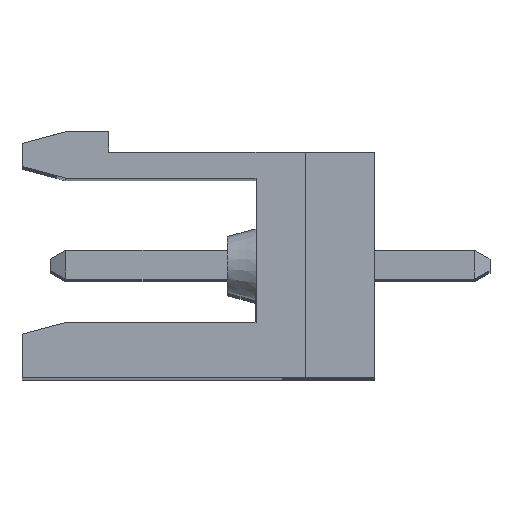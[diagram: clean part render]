
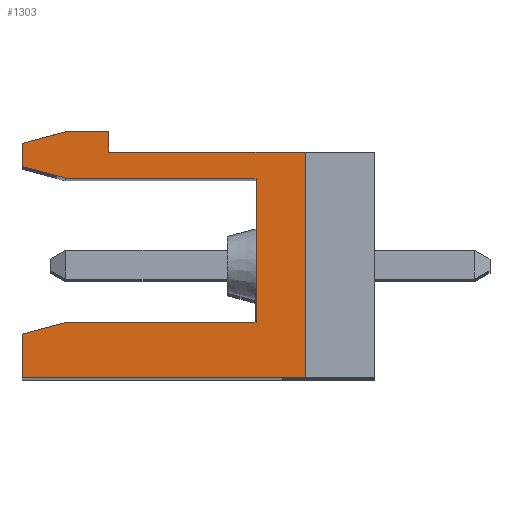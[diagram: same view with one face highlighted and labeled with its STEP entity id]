
A CAD part, top view. The second image highlights one B-rep face of the part: STEP entity #1303.
In plain terms, the highlighted planar face has unit normal (0, 0, 1).
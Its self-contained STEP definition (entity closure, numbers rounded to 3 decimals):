
#1303 = ADVANCED_FACE( '', ( #2653 ), #2654, .F. );
#2653 = FACE_OUTER_BOUND( '', #4003, .T. );
#2654 = PLANE( '', #4004 );
#4003 = EDGE_LOOP( '', ( #7821, #7822, #7823, #7824, #7825, #7826, #7827, #7828, #7829, #7830, #7831, #7832, #7833 ) );
#4004 = AXIS2_PLACEMENT_3D( '', #7834, #7835, #7836 );
#7821 = ORIENTED_EDGE( '', *, *, #8535, .T. );
#7822 = ORIENTED_EDGE( '', *, *, #8394, .T. );
#7823 = ORIENTED_EDGE( '', *, *, #8080, .F. );
#7824 = ORIENTED_EDGE( '', *, *, #8644, .T. );
#7825 = ORIENTED_EDGE( '', *, *, #9230, .F. );
#7826 = ORIENTED_EDGE( '', *, *, #8747, .F. );
#7827 = ORIENTED_EDGE( '', *, *, #8568, .F. );
#7828 = ORIENTED_EDGE( '', *, *, #9206, .F. );
#7829 = ORIENTED_EDGE( '', *, *, #9029, .F. );
#7830 = ORIENTED_EDGE( '', *, *, #9277, .F. );
#7831 = ORIENTED_EDGE( '', *, *, #9364, .F. );
#7832 = ORIENTED_EDGE( '', *, *, #8880, .F. );
#7833 = ORIENTED_EDGE( '', *, *, #8898, .T. );
#7834 = CARTESIAN_POINT( '', ( 197.225, 24.81, -24.28 ) );
#7835 = DIRECTION( '', ( 0., 0., -1. ) );
#7836 = DIRECTION( '', ( 0., -1., 0. ) );
#8080 = EDGE_CURVE( '', #9712, #9714, #9715, .T. );
#8394 = EDGE_CURVE( '', #10249, #9714, #10250, .T. );
#8535 = EDGE_CURVE( '', #10463, #10249, #10464, .T. );
#8568 = EDGE_CURVE( '', #10508, #10511, #10512, .T. );
#8644 = EDGE_CURVE( '', #9712, #10628, #10629, .T. );
#8747 = EDGE_CURVE( '', #10511, #10706, #10791, .T. );
#8880 = EDGE_CURVE( '', #10977, #10979, #10980, .T. );
#8898 = EDGE_CURVE( '', #10977, #10463, #11004, .T. );
#9029 = EDGE_CURVE( '', #11173, #11171, #11175, .T. );
#9206 = EDGE_CURVE( '', #11171, #10508, #11385, .T. );
#9230 = EDGE_CURVE( '', #10706, #10628, #11413, .T. );
#9277 = EDGE_CURVE( '', #11463, #11173, #11465, .T. );
#9364 = EDGE_CURVE( '', #10979, #11463, #11556, .T. );
#9712 = VERTEX_POINT( '', #12039 );
#9714 = VERTEX_POINT( '', #12042 );
#9715 = LINE( '', #12043, #12044 );
#10249 = VERTEX_POINT( '', #12826 );
#10250 = LINE( '', #12827, #12828 );
#10463 = VERTEX_POINT( '', #13135 );
#10464 = LINE( '', #13136, #13137 );
#10508 = VERTEX_POINT( '', #13204 );
#10511 = VERTEX_POINT( '', #13208 );
#10512 = LINE( '', #13209, #13210 );
#10628 = VERTEX_POINT( '', #13389 );
#10629 = LINE( '', #13390, #13391 );
#10706 = VERTEX_POINT( '', #13507 );
#10791 = LINE( '', #13643, #13644 );
#10977 = VERTEX_POINT( '', #13925 );
#10979 = VERTEX_POINT( '', #13928 );
#10980 = LINE( '', #13929, #13930 );
#11004 = LINE( '', #13966, #13967 );
#11171 = VERTEX_POINT( '', #14226 );
#11173 = VERTEX_POINT( '', #14229 );
#11175 = LINE( '', #14232, #14233 );
#11385 = LINE( '', #14552, #14553 );
#11413 = LINE( '', #14595, #14596 );
#11463 = VERTEX_POINT( '', #14666 );
#11465 = LINE( '', #14669, #14670 );
#11556 = LINE( '', #14802, #14803 );
#12039 = CARTESIAN_POINT( '', ( 195.925, 18.11, -24.28 ) );
#12042 = CARTESIAN_POINT( '', ( 202.525, 18.11, -24.28 ) );
#12043 = CARTESIAN_POINT( '', ( 197.225, 18.11, -24.28 ) );
#12044 = VECTOR( '', #15008, 1000. );
#12826 = CARTESIAN_POINT( '', ( 202.525, 23.11, -24.28 ) );
#12827 = CARTESIAN_POINT( '', ( 202.525, 24.81, -24.28 ) );
#12828 = VECTOR( '', #15284, 1000. );
#13135 = CARTESIAN_POINT( '', ( 195.918, 23.11, -24.28 ) );
#13136 = CARTESIAN_POINT( '', ( 197.225, 23.11, -24.28 ) );
#13137 = VECTOR( '', #15421, 1000. );
#13204 = CARTESIAN_POINT( '', ( 204.225, 24.01, -24.28 ) );
#13208 = CARTESIAN_POINT( '', ( 204.225, 16.21, -24.28 ) );
#13209 = CARTESIAN_POINT( '', ( 204.225, 16.21, -24.28 ) );
#13210 = VECTOR( '', #15446, 1000. );
#13389 = CARTESIAN_POINT( '', ( 194.425, 17.708, -24.28 ) );
#13390 = CARTESIAN_POINT( '', ( 194.425, 17.708, -24.28 ) );
#13391 = VECTOR( '', #15507, 1000. );
#13507 = CARTESIAN_POINT( '', ( 194.425, 16.21, -24.28 ) );
#13643 = CARTESIAN_POINT( '', ( 194.225, 16.21, -24.28 ) );
#13644 = VECTOR( '', #15604, 1000. );
#13925 = CARTESIAN_POINT( '', ( 194.425, 23.51, -24.28 ) );
#13928 = CARTESIAN_POINT( '', ( 194.425, 24.31, -24.28 ) );
#13929 = CARTESIAN_POINT( '', ( 194.425, 24.41, -24.28 ) );
#13930 = VECTOR( '', #15704, 1000. );
#13966 = CARTESIAN_POINT( '', ( 196.713, 22.897, -24.28 ) );
#13967 = VECTOR( '', #15717, 1000. );
#14226 = CARTESIAN_POINT( '', ( 197.425, 24.01, -24.28 ) );
#14229 = CARTESIAN_POINT( '', ( 197.425, 24.71, -24.28 ) );
#14232 = CARTESIAN_POINT( '', ( 197.425, 24.31, -24.28 ) );
#14233 = VECTOR( '', #15818, 1000. );
#14552 = CARTESIAN_POINT( '', ( 204.025, 24.01, -24.28 ) );
#14553 = VECTOR( '', #15934, 1000. );
#14595 = CARTESIAN_POINT( '', ( 194.425, 24.41, -24.28 ) );
#14596 = VECTOR( '', #15949, 1000. );
#14666 = CARTESIAN_POINT( '', ( 195.918, 24.71, -24.28 ) );
#14669 = CARTESIAN_POINT( '', ( 197.425, 24.71, -24.28 ) );
#14670 = VECTOR( '', #15977, 1000. );
#14802 = CARTESIAN_POINT( '', ( 195.918, 24.71, -24.28 ) );
#14803 = VECTOR( '', #16016, 1000. );
#15008 = DIRECTION( '', ( 1., 0., 0. ) );
#15284 = DIRECTION( '', ( 0., -1., 0. ) );
#15421 = DIRECTION( '', ( 1., 0., 0. ) );
#15446 = DIRECTION( '', ( 0., -1., 0. ) );
#15507 = DIRECTION( '', ( -0.966, -0.259, 0. ) );
#15604 = DIRECTION( '', ( -1., 0., 0. ) );
#15704 = DIRECTION( '', ( 0., 1., 0. ) );
#15717 = DIRECTION( '', ( 0.966, -0.259, 0. ) );
#15818 = DIRECTION( '', ( 0., -1., 0. ) );
#15934 = DIRECTION( '', ( 1., 0., 0. ) );
#15949 = DIRECTION( '', ( 0., 1., 0. ) );
#15977 = DIRECTION( '', ( 1., 0., 0. ) );
#16016 = DIRECTION( '', ( 0.966, 0.259, 0. ) );
